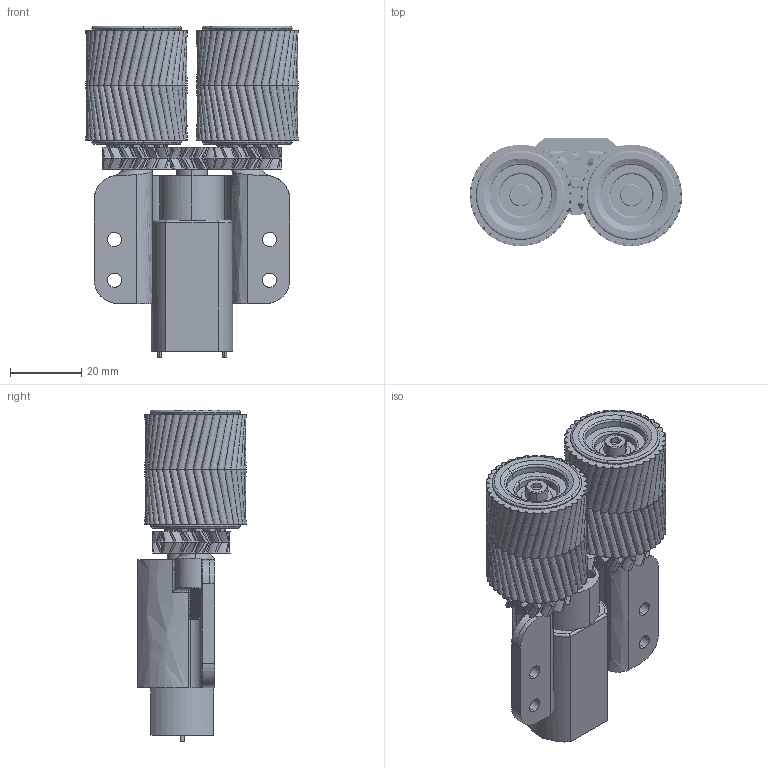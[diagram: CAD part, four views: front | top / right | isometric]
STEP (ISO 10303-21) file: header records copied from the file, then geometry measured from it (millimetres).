
FILE_DESCRIPTION(('FreeCAD Model'),'2;1');
FILE_NAME('Open CASCADE Shape Model','2025-05-02T23:50:15',('FreeCAD'),( 'FreeCAD'),'Open CASCADE STEP processor 7.6','FreeCAD','Unknown');
FILE_SCHEMA(('AUTOMOTIVE_DESIGN { 1 0 10303 214 1 1 1 1 }'));
Products named in the file (1): Open CASCADE STEP translator 7.6 1
Bounding box: 59.72 x 30.52 x 93.16 mm (x, y, z)
Volume: 65063.9 mm3; surface area: 41736.6 mm2
Topology: 17 solids, 19 shells, 1641 faces, 4131 edges, 2585 vertices
Faces by surface type: bspline 1641
Entity records: 175984 total; most frequent: CARTESIAN_POINT 154147, ORIENTED_EDGE 8262, EDGE_CURVE 4131, VERTEX_POINT 2585, FACE_BOUND 1736, EDGE_LOOP 1736, ADVANCED_FACE 1641, B_SPLINE_CURVE_WITH_KNOTS 1337
